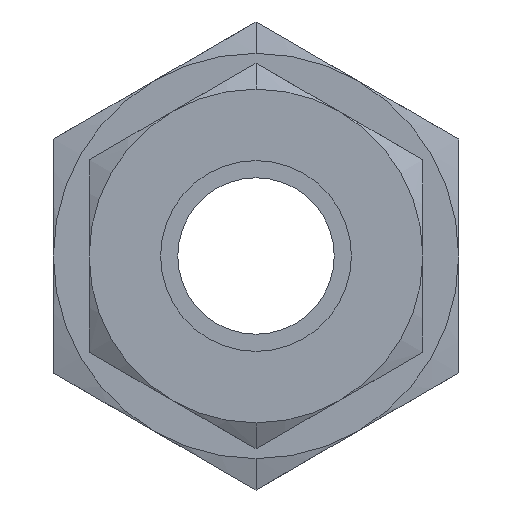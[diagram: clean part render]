
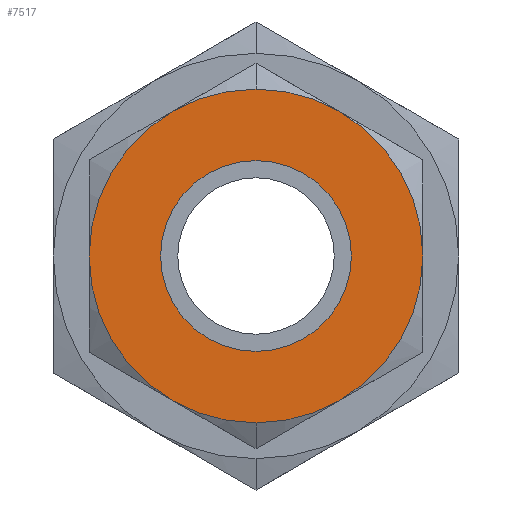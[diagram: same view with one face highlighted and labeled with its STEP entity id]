
A CAD part, left-side view. The second image highlights one B-rep face of the part: STEP entity #7517.
In plain terms, the highlighted planar face has unit normal (-1, 0, 0).
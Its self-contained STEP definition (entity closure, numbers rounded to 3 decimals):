
#222 = VERTEX_POINT ( 'NONE', #4872 ) ;
#295 = CARTESIAN_POINT ( 'NONE',  ( 0., 0., -11.11 ) ) ;
#424 = DIRECTION ( 'NONE',  ( 0., 0., -1. ) ) ;
#479 = DIRECTION ( 'NONE',  ( 1., 0., 0. ) ) ;
#656 = ORIENTED_EDGE ( 'NONE', *, *, #665, .T. ) ;
#665 = EDGE_CURVE ( 'NONE', #4719, #7718, #1221, .T. ) ;
#703 = AXIS2_PLACEMENT_3D ( 'NONE', #8552, #3324, #3231 ) ;
#1221 = CIRCLE ( 'NONE', #3221, 6.35 ) ;
#1246 = DIRECTION ( 'NONE',  ( 0., 0., 1. ) ) ;
#1454 = AXIS2_PLACEMENT_3D ( 'NONE', #7006, #479, #1246 ) ;
#1656 = DIRECTION ( 'NONE',  ( 0., 0., 1. ) ) ;
#1705 = PLANE ( 'NONE',  #4486 ) ;
#1995 = CARTESIAN_POINT ( 'NONE',  ( 0., 0., 0. ) ) ;
#2009 = CARTESIAN_POINT ( 'NONE',  ( 0., 0., 0. ) ) ;
#2424 = CARTESIAN_POINT ( 'NONE',  ( 0., 0., 5.555 ) ) ;
#3221 = AXIS2_PLACEMENT_3D ( 'NONE', #1995, #4907, #7179 ) ;
#3231 = DIRECTION ( 'NONE',  ( 0., 0., -1. ) ) ;
#3324 = DIRECTION ( 'NONE',  ( 1., 0., 0. ) ) ;
#3499 = DIRECTION ( 'NONE',  ( 1., 0., 0. ) ) ;
#3813 = ORIENTED_EDGE ( 'NONE', *, *, #4147, .F. ) ;
#3819 = DIRECTION ( 'NONE',  ( -1., 0., 0. ) ) ;
#3868 = FACE_OUTER_BOUND ( 'NONE', #8786, .T. ) ;
#4147 = EDGE_CURVE ( 'NONE', #5433, #222, #8666, .T. ) ;
#4473 = EDGE_CURVE ( 'NONE', #222, #5433, #5898, .T. ) ;
#4486 = AXIS2_PLACEMENT_3D ( 'NONE', #2424, #3819, #1656 ) ;
#4719 = VERTEX_POINT ( 'NONE', #6713 ) ;
#4872 = CARTESIAN_POINT ( 'NONE',  ( 0., 0., 11.11 ) ) ;
#4907 = DIRECTION ( 'NONE',  ( 1., 0., 0. ) ) ;
#5389 = FACE_BOUND ( 'NONE', #7650, .T. ) ;
#5433 = VERTEX_POINT ( 'NONE', #295 ) ;
#5898 = CIRCLE ( 'NONE', #1454, 11.11 ) ;
#6713 = CARTESIAN_POINT ( 'NONE',  ( 0., 0., 6.35 ) ) ;
#7006 = CARTESIAN_POINT ( 'NONE',  ( 0., 0., 0. ) ) ;
#7179 = DIRECTION ( 'NONE',  ( 0., 0., 1. ) ) ;
#7278 = AXIS2_PLACEMENT_3D ( 'NONE', #2009, #3499, #424 ) ;
#7517 = ADVANCED_FACE ( 'NONE', ( #5389, #3868 ), #1705, .T. ) ;
#7650 = EDGE_LOOP ( 'NONE', ( #8338, #656 ) ) ;
#7718 = VERTEX_POINT ( 'NONE', #9046 ) ;
#8338 = ORIENTED_EDGE ( 'NONE', *, *, #8727, .T. ) ;
#8520 = CIRCLE ( 'NONE', #703, 6.35 ) ;
#8552 = CARTESIAN_POINT ( 'NONE',  ( 0., 0., 0. ) ) ;
#8666 = CIRCLE ( 'NONE', #7278, 11.11 ) ;
#8727 = EDGE_CURVE ( 'NONE', #7718, #4719, #8520, .T. ) ;
#8786 = EDGE_LOOP ( 'NONE', ( #9271, #3813 ) ) ;
#9046 = CARTESIAN_POINT ( 'NONE',  ( 0., 0., -6.35 ) ) ;
#9271 = ORIENTED_EDGE ( 'NONE', *, *, #4473, .F. ) ;
